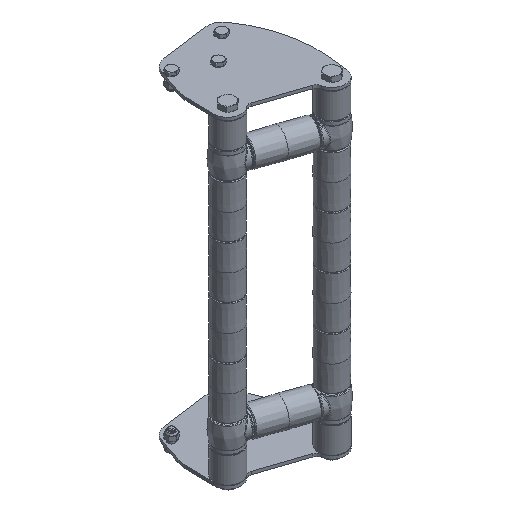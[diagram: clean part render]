
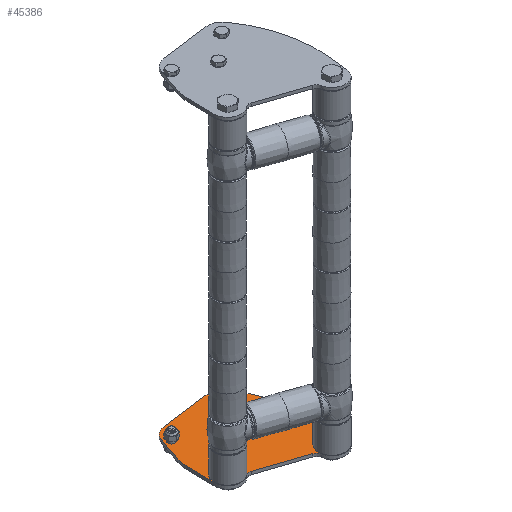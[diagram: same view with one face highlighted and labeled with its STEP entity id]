
A CAD part, isometric view. The second image highlights one B-rep face of the part: STEP entity #45386.
In plain terms, the highlighted planar face has unit normal (0, 0, 1).
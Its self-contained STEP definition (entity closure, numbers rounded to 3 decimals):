
#4444=LINE('',#75249,#5418);
#4448=LINE('',#75261,#5422);
#4452=LINE('',#75273,#5426);
#4456=LINE('',#75285,#5430);
#4459=LINE('',#75293,#5433);
#5418=VECTOR('',#53848,1000.);
#5422=VECTOR('',#53862,1000.);
#5426=VECTOR('',#53876,1000.);
#5430=VECTOR('',#53890,1000.);
#5433=VECTOR('',#53899,1000.);
#10977=ORIENTED_EDGE('',*,*,#21449,.F.);
#10978=ORIENTED_EDGE('',*,*,#21430,.F.);
#10979=ORIENTED_EDGE('',*,*,#21429,.F.);
#10980=ORIENTED_EDGE('',*,*,#21427,.F.);
#10981=ORIENTED_EDGE('',*,*,#21425,.F.);
#10982=ORIENTED_EDGE('',*,*,#21423,.F.);
#10983=ORIENTED_EDGE('',*,*,#21421,.T.);
#10984=ORIENTED_EDGE('',*,*,#21419,.F.);
#10985=ORIENTED_EDGE('',*,*,#21417,.T.);
#10986=ORIENTED_EDGE('',*,*,#21415,.F.);
#10987=ORIENTED_EDGE('',*,*,#21413,.T.);
#10988=ORIENTED_EDGE('',*,*,#21411,.F.);
#10989=ORIENTED_EDGE('',*,*,#21409,.F.);
#10990=ORIENTED_EDGE('',*,*,#21407,.F.);
#10991=ORIENTED_EDGE('',*,*,#21405,.F.);
#10992=ORIENTED_EDGE('',*,*,#21403,.T.);
#10993=ORIENTED_EDGE('',*,*,#21402,.T.);
#10994=ORIENTED_EDGE('',*,*,#21401,.T.);
#21401=EDGE_CURVE('',#26822,#26822,#29944,.T.);
#21402=EDGE_CURVE('',#26823,#26823,#29945,.T.);
#21403=EDGE_CURVE('',#26824,#26824,#29946,.T.);
#21405=EDGE_CURVE('',#26825,#26826,#29947,.T.);
#21407=EDGE_CURVE('',#26826,#26827,#4444,.T.);
#21409=EDGE_CURVE('',#26827,#26828,#29948,.T.);
#21411=EDGE_CURVE('',#26828,#26829,#29949,.T.);
#21413=EDGE_CURVE('',#26830,#26829,#4448,.T.);
#21415=EDGE_CURVE('',#26830,#26831,#29950,.T.);
#21417=EDGE_CURVE('',#26832,#26831,#29951,.T.);
#21419=EDGE_CURVE('',#26832,#26833,#4452,.T.);
#21421=EDGE_CURVE('',#26834,#26833,#29952,.T.);
#21423=EDGE_CURVE('',#26834,#26835,#29953,.T.);
#21425=EDGE_CURVE('',#26835,#26836,#4456,.T.);
#21427=EDGE_CURVE('',#26836,#26837,#29954,.T.);
#21429=EDGE_CURVE('',#26837,#26825,#4459,.T.);
#21430=EDGE_CURVE('',#26838,#26838,#29955,.T.);
#21449=EDGE_CURVE('',#26857,#26857,#29969,.T.);
#26822=VERTEX_POINT('',#75235);
#26823=VERTEX_POINT('',#75238);
#26824=VERTEX_POINT('',#75241);
#26825=VERTEX_POINT('',#75244);
#26826=VERTEX_POINT('',#75246);
#26827=VERTEX_POINT('',#75250);
#26828=VERTEX_POINT('',#75254);
#26829=VERTEX_POINT('',#75258);
#26830=VERTEX_POINT('',#75262);
#26831=VERTEX_POINT('',#75266);
#26832=VERTEX_POINT('',#75270);
#26833=VERTEX_POINT('',#75274);
#26834=VERTEX_POINT('',#75278);
#26835=VERTEX_POINT('',#75282);
#26836=VERTEX_POINT('',#75286);
#26837=VERTEX_POINT('',#75290);
#26838=VERTEX_POINT('',#75296);
#26857=VERTEX_POINT('',#75341);
#29944=CIRCLE('',#48590,4.5);
#29945=CIRCLE('',#48592,4.5);
#29946=CIRCLE('',#48594,4.5);
#29947=CIRCLE('',#48596,20.);
#29948=CIRCLE('',#48599,20.);
#29949=CIRCLE('',#48601,160.);
#29950=CIRCLE('',#48604,18.);
#29951=CIRCLE('',#48606,8.);
#29952=CIRCLE('',#48609,8.);
#29953=CIRCLE('',#48611,18.);
#29954=CIRCLE('',#48614,50.);
#29955=CIRCLE('',#48617,17.5);
#29969=CIRCLE('',#48638,17.5);
#32039=EDGE_LOOP('',(#10977));
#32040=EDGE_LOOP('',(#10978));
#32041=EDGE_LOOP('',(#10979,#10980,#10981,#10982,#10983,#10984,#10985,#10986,
#10987,#10988,#10989,#10990,#10991));
#32042=EDGE_LOOP('',(#10992));
#32043=EDGE_LOOP('',(#10993));
#32044=EDGE_LOOP('',(#10994));
#35199=FACE_BOUND('',#32039,.T.);
#35200=FACE_BOUND('',#32040,.T.);
#35201=FACE_BOUND('',#32041,.T.);
#35202=FACE_BOUND('',#32042,.T.);
#35203=FACE_BOUND('',#32043,.T.);
#35204=FACE_BOUND('',#32044,.T.);
#37651=PLANE('',#48637);
#45386=ADVANCED_FACE('',(#35199,#35200,#35201,#35202,#35203,#35204),#37651,
 .F.);
#48590=AXIS2_PLACEMENT_3D('',#75234,#53830,#53831);
#48592=AXIS2_PLACEMENT_3D('',#75237,#53834,#53835);
#48594=AXIS2_PLACEMENT_3D('',#75240,#53838,#53839);
#48596=AXIS2_PLACEMENT_3D('',#75245,#53843,#53844);
#48599=AXIS2_PLACEMENT_3D('',#75253,#53852,#53853);
#48601=AXIS2_PLACEMENT_3D('',#75257,#53857,#53858);
#48604=AXIS2_PLACEMENT_3D('',#75265,#53866,#53867);
#48606=AXIS2_PLACEMENT_3D('',#75269,#53871,#53872);
#48609=AXIS2_PLACEMENT_3D('',#75277,#53880,#53881);
#48611=AXIS2_PLACEMENT_3D('',#75281,#53885,#53886);
#48614=AXIS2_PLACEMENT_3D('',#75289,#53894,#53895);
#48617=AXIS2_PLACEMENT_3D('',#75295,#53902,#53903);
#48637=AXIS2_PLACEMENT_3D('',#75339,#53947,#53948);
#48638=AXIS2_PLACEMENT_3D('',#75340,#53949,#53950);
#53830=DIRECTION('',(0.,0.,-1.));
#53831=DIRECTION('',(0.948,-0.319,0.));
#53834=DIRECTION('',(0.,0.,-1.));
#53835=DIRECTION('',(0.948,-0.319,0.));
#53838=DIRECTION('',(0.,0.,-1.));
#53839=DIRECTION('',(0.948,-0.319,0.));
#53843=DIRECTION('',(0.,0.,-1.));
#53844=DIRECTION('',(0.948,-0.319,0.));
#53848=DIRECTION('',(0.991,0.132,0.));
#53852=DIRECTION('',(0.,0.,-1.));
#53853=DIRECTION('',(0.948,-0.319,0.));
#53857=DIRECTION('',(0.,0.,-1.));
#53858=DIRECTION('',(0.948,-0.319,0.));
#53862=DIRECTION('',(0.106,0.994,0.));
#53866=DIRECTION('',(0.,0.,-1.));
#53867=DIRECTION('',(0.948,-0.319,0.));
#53871=DIRECTION('',(0.,0.,-1.));
#53872=DIRECTION('',(0.948,-0.319,0.));
#53876=DIRECTION('',(-0.948,0.319,0.));
#53880=DIRECTION('',(0.,0.,-1.));
#53881=DIRECTION('',(0.948,-0.319,0.));
#53885=DIRECTION('',(0.,0.,-1.));
#53886=DIRECTION('',(0.948,-0.319,0.));
#53890=DIRECTION('',(0.013,1.,0.));
#53894=DIRECTION('',(0.,0.,-1.));
#53895=DIRECTION('',(0.948,-0.319,0.));
#53899=DIRECTION('',(0.319,0.948,0.));
#53902=DIRECTION('',(0.,0.,1.));
#53903=DIRECTION('',(0.,-1.,0.));
#53947=DIRECTION('',(0.,0.,-1.));
#53948=DIRECTION('',(0.948,-0.319,0.));
#53949=DIRECTION('',(0.,0.,1.));
#53950=DIRECTION('',(0.,-1.,0.));
#75234=CARTESIAN_POINT('',(-89.217,57.095,-846.288));
#75235=CARTESIAN_POINT('',(-84.952,55.66,-846.288));
#75237=CARTESIAN_POINT('',(-11.902,67.409,-846.288));
#75238=CARTESIAN_POINT('',(-7.637,65.975,-846.288));
#75240=CARTESIAN_POINT('',(-47.122,36.48,-846.288));
#75241=CARTESIAN_POINT('',(-42.856,35.046,-846.288));
#75244=CARTESIAN_POINT('',(-94.366,65.313,-846.288));
#75245=CARTESIAN_POINT('',(-75.409,58.937,-846.288));
#75246=CARTESIAN_POINT('',(-78.054,78.761,-846.288));
#75249=CARTESIAN_POINT('',(-90.056,77.16,-846.288));
#75250=CARTESIAN_POINT('',(-12.889,87.455,-846.288));
#75253=CARTESIAN_POINT('',(-10.244,67.631,-846.288));
#75254=CARTESIAN_POINT('',(6.091,79.17,-846.288));
#75257=CARTESIAN_POINT('',(-124.591,-13.145,-846.288));
#75258=CARTESIAN_POINT('',(34.506,-30.121,-846.288));
#75261=CARTESIAN_POINT('',(78.248,379.814,-846.288));
#75262=CARTESIAN_POINT('',(31.745,-55.995,-846.288));
#75265=CARTESIAN_POINT('',(13.846,-54.086,-846.288));
#75266=CARTESIAN_POINT('',(-3.798,-57.646,-846.288));
#75269=CARTESIAN_POINT('',(-11.64,-59.229,-846.288));
#75270=CARTESIAN_POINT('',(-9.089,-51.646,-846.288));
#75273=CARTESIAN_POINT('',(-9.089,-51.646,-846.288));
#75274=CARTESIAN_POINT('',(-70.666,-30.934,-846.288));
#75277=CARTESIAN_POINT('',(-73.217,-38.517,-846.288));
#75278=CARTESIAN_POINT('',(-78.508,-32.516,-846.288));
#75281=CARTESIAN_POINT('',(-90.414,-19.016,-846.288));
#75282=CARTESIAN_POINT('',(-108.412,-18.78,-846.288));
#75285=CARTESIAN_POINT('',(-108.412,-18.78,-846.288));
#75286=CARTESIAN_POINT('',(-107.937,17.427,-846.288));
#75289=CARTESIAN_POINT('',(-57.941,16.771,-846.288));
#75290=CARTESIAN_POINT('',(-105.332,32.711,-846.288));
#75293=CARTESIAN_POINT('',(-1.486,341.442,-846.288));
#75295=CARTESIAN_POINT('',(13.846,-54.086,-846.288));
#75296=CARTESIAN_POINT('',(13.846,-71.586,-846.288));
#75339=CARTESIAN_POINT('',(-205.617,410.104,-846.288));
#75340=CARTESIAN_POINT('',(-90.414,-19.016,-846.288));
#75341=CARTESIAN_POINT('',(-90.414,-36.516,-846.288));
